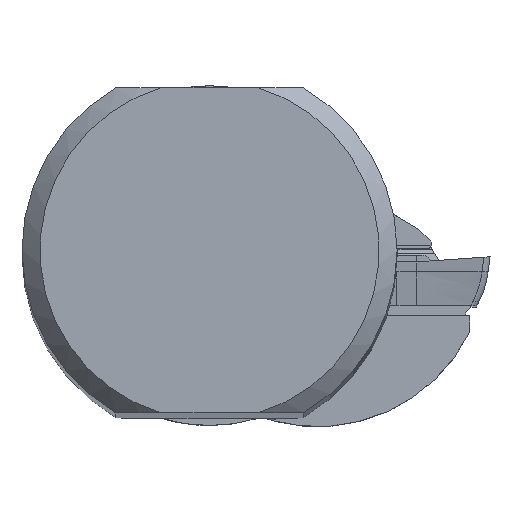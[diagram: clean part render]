
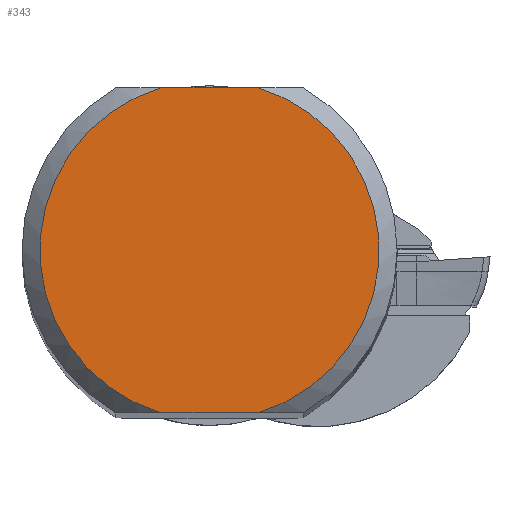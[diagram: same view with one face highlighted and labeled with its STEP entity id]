
A CAD part, top view. The second image highlights one B-rep face of the part: STEP entity #343.
In plain terms, the highlighted planar face has unit normal (0, 0, 1).
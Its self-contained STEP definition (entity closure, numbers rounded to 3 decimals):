
#165=PLANE('',#2203);
#343=ADVANCED_FACE('',(#488),#165,.F.);
#488=FACE_OUTER_BOUND('',#603,.T.);
#603=EDGE_LOOP('',(#1198,#1199,#1200,#1201));
#655=CIRCLE('',#2200,11.481);
#656=CIRCLE('',#2202,11.481);
#1198=ORIENTED_EDGE('',*,*,#1701,.F.);
#1199=ORIENTED_EDGE('',*,*,#1700,.T.);
#1200=ORIENTED_EDGE('',*,*,#1702,.F.);
#1201=ORIENTED_EDGE('',*,*,#1703,.T.);
#1415=VERTEX_POINT('',#3949);
#1416=VERTEX_POINT('',#3954);
#1417=VERTEX_POINT('',#3958);
#1418=VERTEX_POINT('',#3960);
#1700=EDGE_CURVE('',#1415,#1416,#655,.T.);
#1701=EDGE_CURVE('',#1415,#1417,#1859,.T.);
#1702=EDGE_CURVE('',#1418,#1416,#1860,.T.);
#1703=EDGE_CURVE('',#1418,#1417,#656,.T.);
#1859=LINE('',#3957,#2015);
#1860=LINE('',#3959,#2016);
#2015=VECTOR('',#2663,1.);
#2016=VECTOR('',#2664,1.);
#2200=AXIS2_PLACEMENT_3D('',#3955,#2659,#2660);
#2202=AXIS2_PLACEMENT_3D('',#3961,#2665,#2666);
#2203=AXIS2_PLACEMENT_3D('',#3962,#2667,#2668);
#2659=DIRECTION('',(0.,0.,1.));
#2660=DIRECTION('',(1.,0.,0.));
#2663=DIRECTION('',(-1.,0.,0.));
#2664=DIRECTION('',(1.,0.,0.));
#2665=DIRECTION('',(0.,0.,1.));
#2666=DIRECTION('',(1.,0.,0.));
#2667=DIRECTION('',(0.,0.,-1.));
#2668=DIRECTION('',(-1.,0.,0.));
#3949=CARTESIAN_POINT('',(3.295,-10.998,195.194));
#3954=CARTESIAN_POINT('',(3.295,10.998,195.194));
#3955=CARTESIAN_POINT('',(0.,0.,195.194));
#3957=CARTESIAN_POINT('',(8.,-10.998,195.194));
#3958=CARTESIAN_POINT('',(-3.295,-10.998,195.194));
#3959=CARTESIAN_POINT('',(-8.,10.998,195.194));
#3960=CARTESIAN_POINT('',(-3.295,10.998,195.194));
#3961=CARTESIAN_POINT('',(0.,0.,195.194));
#3962=CARTESIAN_POINT('',(11.481,0.,195.194));
